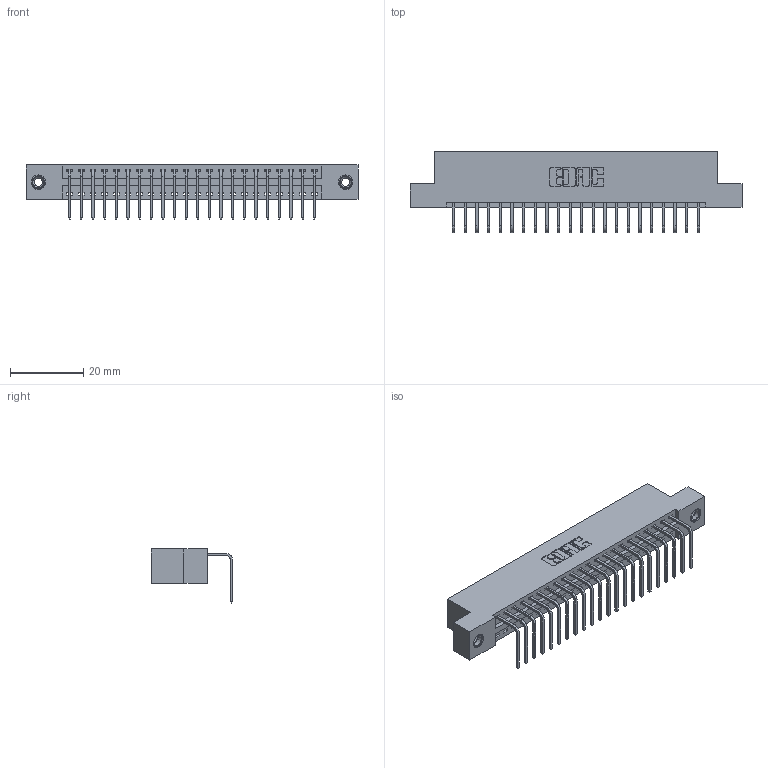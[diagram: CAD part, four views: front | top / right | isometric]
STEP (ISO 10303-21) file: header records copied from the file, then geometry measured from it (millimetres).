
FILE_DESCRIPTION (( 'STEP AP203' ), '1' );
FILE_NAME ('396-022-558-108.STEP', '2019-11-01T06:17:23', ( '' ), ( '' ), 'SwSTEP 2.0', 'SolidWorks 2016', '' );
FILE_SCHEMA (( 'CONFIG_CONTROL_DESIGN' ));
Length unit declared in the file: inch
Products named in the file (4): 346 Part_Flush Mounting Lugs - 0.156 Dia-TI; 345-292-001_558 Tail - 2; 345-250-001_345-250-003-102; 396-022-558-108
Assembly tree (25 placements, depth 2):
  396-022-558-108
    346 Part_Flush Mounting Lugs - 0.156 Dia-TI
    345-292-001_558 Tail - 2  x22
    345-250-001_345-250-003-102  x2
Bounding box: 90.42 x 22.16 x 14.73 mm (x, y, z)
Volume: 8584.6 mm3; surface area: 10972.9 mm2
Topology: 25 solids, 25 shells, 1502 faces, 4469 edges, 2942 vertices
Faces by surface type: plane 1032, cylinder 454, cone 12, torus 4
Entity records: 17616 total; most frequent: CARTESIAN_POINT 3009, ORIENTED_EDGE 2958, DIRECTION 2705, EDGE_CURVE 1479, LINE 1239, VECTOR 1239, VERTEX_POINT 980, AXIS2_PLACEMENT_3D 733
